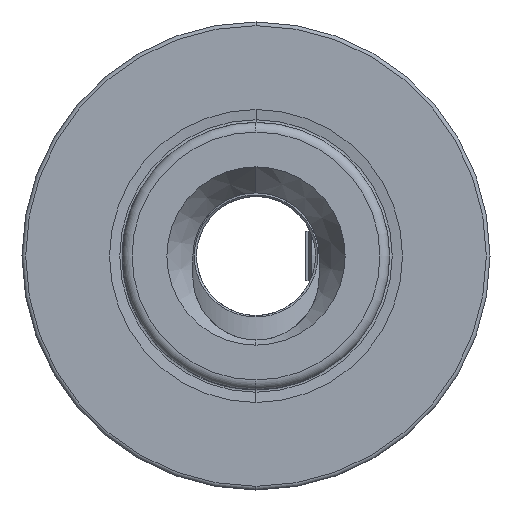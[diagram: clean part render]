
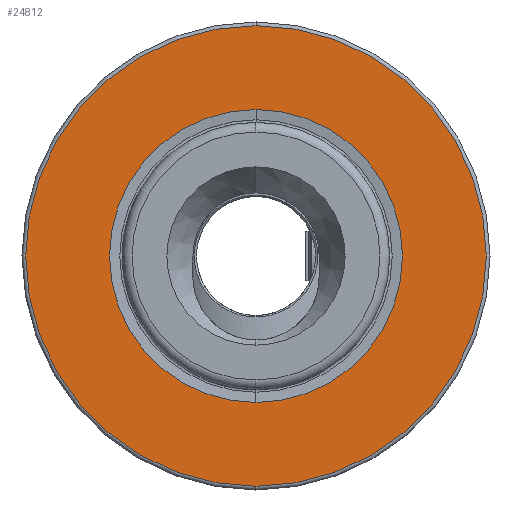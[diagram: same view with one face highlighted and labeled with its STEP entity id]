
A CAD part, left-side view. The second image highlights one B-rep face of the part: STEP entity #24812.
In plain terms, the highlighted planar face has unit normal (-1, 0, 0).
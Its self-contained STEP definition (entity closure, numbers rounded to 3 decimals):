
#645 = FACE_BOUND ( 'NONE', #18086, .T. ) ;
#1547 = EDGE_CURVE ( 'NONE', #41050, #8856, #2571, .T. ) ;
#2571 = CIRCLE ( 'NONE', #27828, 31. ) ;
#3839 = CARTESIAN_POINT ( 'NONE',  ( 0., 0., 0. ) ) ;
#4462 = CARTESIAN_POINT ( 'NONE',  ( 0., 0., -19.715 ) ) ;
#4643 = VERTEX_POINT ( 'NONE', #5889 ) ;
#5889 = CARTESIAN_POINT ( 'NONE',  ( 0., 0., 19.715 ) ) ;
#6191 = CARTESIAN_POINT ( 'NONE',  ( 0., 0., 0. ) ) ;
#7228 = DIRECTION ( 'NONE',  ( 0., 0., 1. ) ) ;
#7494 = DIRECTION ( 'NONE',  ( -1., 0., 0. ) ) ;
#7633 = ORIENTED_EDGE ( 'NONE', *, *, #24890, .F. ) ;
#8856 = VERTEX_POINT ( 'NONE', #26606 ) ;
#9527 = DIRECTION ( 'NONE',  ( 0., 0., 1. ) ) ;
#9581 = FACE_OUTER_BOUND ( 'NONE', #33943, .T. ) ;
#11409 = ORIENTED_EDGE ( 'NONE', *, *, #1547, .T. ) ;
#14002 = ORIENTED_EDGE ( 'NONE', *, *, #26732, .F. ) ;
#15759 = CIRCLE ( 'NONE', #33713, 19.715 ) ;
#16464 = CIRCLE ( 'NONE', #40422, 19.715 ) ;
#18086 = EDGE_LOOP ( 'NONE', ( #14002, #7633 ) ) ;
#19264 = DIRECTION ( 'NONE',  ( 1., 0., 0. ) ) ;
#19889 = CARTESIAN_POINT ( 'NONE',  ( 0., 0., 0. ) ) ;
#21498 = AXIS2_PLACEMENT_3D ( 'NONE', #19889, #43434, #23261 ) ;
#23261 = DIRECTION ( 'NONE',  ( 0., 0., 1. ) ) ;
#24368 = CIRCLE ( 'NONE', #21498, 31. ) ;
#24812 = ADVANCED_FACE ( 'NONE', ( #645, #9581 ), #25903, .F. ) ;
#24890 = EDGE_CURVE ( 'NONE', #30767, #4643, #16464, .T. ) ;
#25903 = PLANE ( 'NONE',  #35864 ) ;
#26606 = CARTESIAN_POINT ( 'NONE',  ( 0., 0., -31. ) ) ;
#26732 = EDGE_CURVE ( 'NONE', #4643, #30767, #15759, .T. ) ;
#27397 = DIRECTION ( 'NONE',  ( -1., 0., 0. ) ) ;
#27664 = CARTESIAN_POINT ( 'NONE',  ( 0., 0., 0. ) ) ;
#27828 = AXIS2_PLACEMENT_3D ( 'NONE', #27664, #7494, #31043 ) ;
#29716 = DIRECTION ( 'NONE',  ( -1., 0., 0. ) ) ;
#30767 = VERTEX_POINT ( 'NONE', #4462 ) ;
#31043 = DIRECTION ( 'NONE',  ( 0., 0., 1. ) ) ;
#33713 = AXIS2_PLACEMENT_3D ( 'NONE', #3839, #27397, #7228 ) ;
#33943 = EDGE_LOOP ( 'NONE', ( #11409, #41555 ) ) ;
#34238 = CARTESIAN_POINT ( 'NONE',  ( 0., 0., 31. ) ) ;
#35864 = AXIS2_PLACEMENT_3D ( 'NONE', #39423, #19264, #42820 ) ;
#37448 = EDGE_CURVE ( 'NONE', #8856, #41050, #24368, .T. ) ;
#39423 = CARTESIAN_POINT ( 'NONE',  ( 0., 19.715, 0. ) ) ;
#40422 = AXIS2_PLACEMENT_3D ( 'NONE', #6191, #29716, #9527 ) ;
#41050 = VERTEX_POINT ( 'NONE', #34238 ) ;
#41555 = ORIENTED_EDGE ( 'NONE', *, *, #37448, .T. ) ;
#42820 = DIRECTION ( 'NONE',  ( 0., 0., -1. ) ) ;
#43434 = DIRECTION ( 'NONE',  ( -1., 0., 0. ) ) ;
